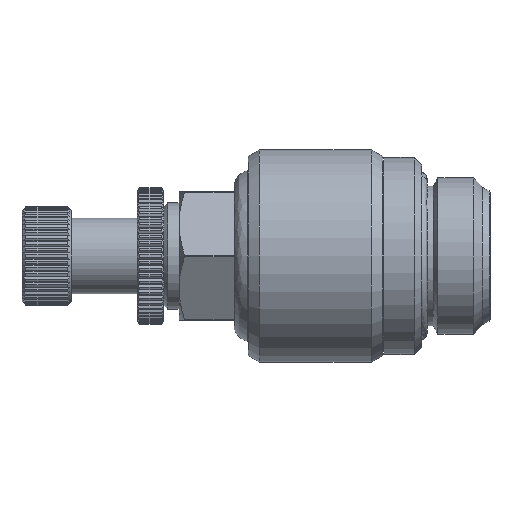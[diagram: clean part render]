
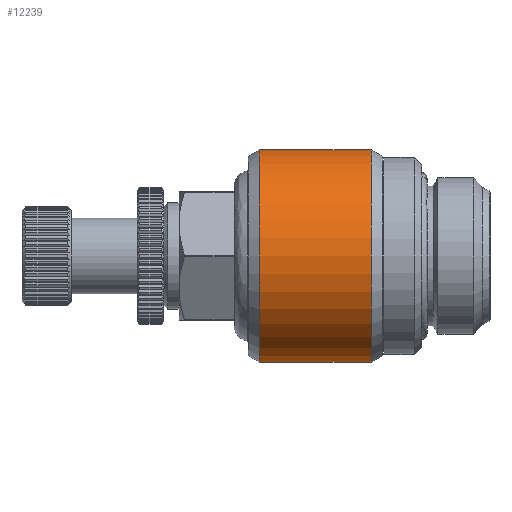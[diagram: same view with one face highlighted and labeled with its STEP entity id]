
A CAD part, left-side view. The second image highlights one B-rep face of the part: STEP entity #12239.
In plain terms, the highlighted cylindrical face has radius 14 mm (diameter 28 mm), a partial arc.
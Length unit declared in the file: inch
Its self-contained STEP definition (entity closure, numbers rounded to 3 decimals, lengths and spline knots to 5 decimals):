
#292 = CARTESIAN_POINT ( 'NONE',  ( 0., 0.9065, 0.55118 ) ) ;
#592 = CARTESIAN_POINT ( 'NONE',  ( 0., 1.19685, 0.55118 ) ) ;
#815 = CARTESIAN_POINT ( 'NONE',  ( 0., 0.61614, 0. ) ) ;
#1051 = EDGE_CURVE ( 'NONE', #20773, #19711, #22215, .T. ) ;
#3152 = DIRECTION ( 'NONE',  ( 0., 0., 1. ) ) ;
#5456 = VECTOR ( 'NONE', #27533, 39.37008 ) ;
#5483 = CIRCLE ( 'NONE', #13607, 0.55118 ) ;
#5728 = CARTESIAN_POINT ( 'NONE',  ( 0., 0.61614, -0.55118 ) ) ;
#6899 = ORIENTED_EDGE ( 'NONE', *, *, #12829, .T. ) ;
#7725 = EDGE_CURVE ( 'NONE', #17453, #19711, #11600, .T. ) ;
#8817 = ORIENTED_EDGE ( 'NONE', *, *, #1051, .T. ) ;
#9425 = EDGE_CURVE ( 'NONE', #17453, #27760, #5483, .T. ) ;
#10330 = CARTESIAN_POINT ( 'NONE',  ( 0., 0.9065, -0.55118 ) ) ;
#11600 = LINE ( 'NONE', #10330, #28924 ) ;
#12176 = LINE ( 'NONE', #292, #5456 ) ;
#12239 = ADVANCED_FACE ( 'NONE', ( #16812 ), #20001, .T. ) ;
#12531 = CARTESIAN_POINT ( 'NONE',  ( 0., 1.19685, 0. ) ) ;
#12829 = EDGE_CURVE ( 'NONE', #27760, #20773, #12176, .T. ) ;
#13074 = CARTESIAN_POINT ( 'NONE',  ( 0., 0.61614, 0.55118 ) ) ;
#13607 = AXIS2_PLACEMENT_3D ( 'NONE', #815, #16659, #3152 ) ;
#14813 = DIRECTION ( 'NONE',  ( 0., 0., 1. ) ) ;
#14902 = EDGE_LOOP ( 'NONE', ( #25980, #17607, #6899, #8817 ) ) ;
#16345 = DIRECTION ( 'NONE',  ( 0., 0., 1. ) ) ;
#16659 = DIRECTION ( 'NONE',  ( 0., 1., 0. ) ) ;
#16812 = FACE_OUTER_BOUND ( 'NONE', #14902, .T. ) ;
#17453 = VERTEX_POINT ( 'NONE', #5728 ) ;
#17607 = ORIENTED_EDGE ( 'NONE', *, *, #9425, .T. ) ;
#18536 = CARTESIAN_POINT ( 'NONE',  ( 0., 0.9065, 0. ) ) ;
#19091 = CARTESIAN_POINT ( 'NONE',  ( 0., 1.19685, -0.55118 ) ) ;
#19711 = VERTEX_POINT ( 'NONE', #19091 ) ;
#20001 = CYLINDRICAL_SURFACE ( 'NONE', #24477, 0.55118 ) ;
#20773 = VERTEX_POINT ( 'NONE', #592 ) ;
#20833 = DIRECTION ( 'NONE',  ( 0., 1., 0. ) ) ;
#22215 = CIRCLE ( 'NONE', #26193, 0.55118 ) ;
#24477 = AXIS2_PLACEMENT_3D ( 'NONE', #18536, #20833, #16345 ) ;
#25980 = ORIENTED_EDGE ( 'NONE', *, *, #7725, .F. ) ;
#26193 = AXIS2_PLACEMENT_3D ( 'NONE', #12531, #28355, #14813 ) ;
#27533 = DIRECTION ( 'NONE',  ( 0., 1., 0. ) ) ;
#27760 = VERTEX_POINT ( 'NONE', #13074 ) ;
#28311 = DIRECTION ( 'NONE',  ( 0., 1., 0. ) ) ;
#28355 = DIRECTION ( 'NONE',  ( 0., -1., 0. ) ) ;
#28924 = VECTOR ( 'NONE', #28311, 39.37008 ) ;
